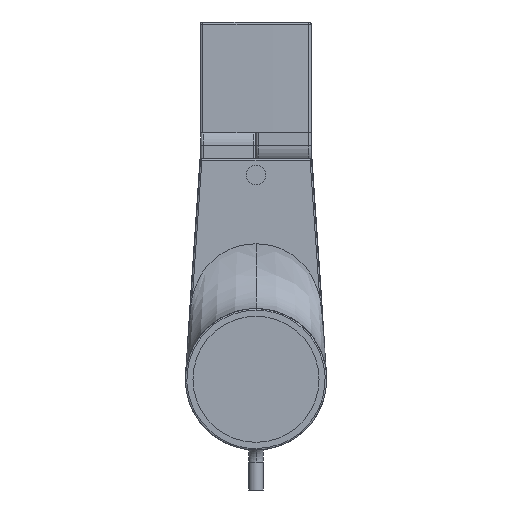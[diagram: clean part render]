
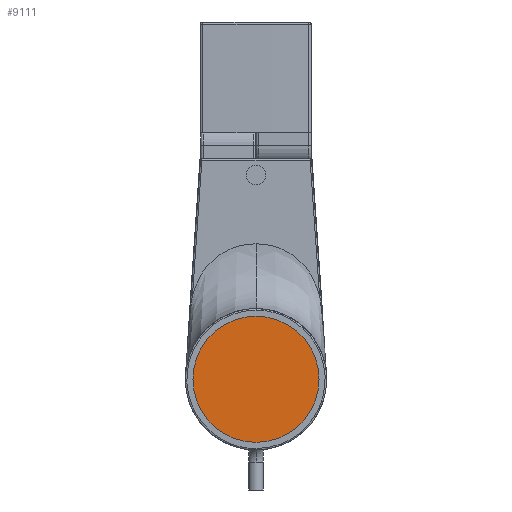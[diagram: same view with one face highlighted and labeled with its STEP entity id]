
A CAD part, front view. The second image highlights one B-rep face of the part: STEP entity #9111.
In plain terms, the highlighted planar face has unit normal (0, -1, -0.018).
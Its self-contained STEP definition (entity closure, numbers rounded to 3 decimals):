
#458 = AXIS2_PLACEMENT_3D ( 'NONE', #3420, #6700, #1611 ) ;
#493 = CIRCLE ( 'NONE', #1054, 21.653 ) ;
#784 = VERTEX_POINT ( 'NONE', #6706 ) ;
#1054 = AXIS2_PLACEMENT_3D ( 'NONE', #5929, #1361, #6674 ) ;
#1361 = DIRECTION ( 'NONE',  ( 0., -1., -0.017 ) ) ;
#1611 = DIRECTION ( 'NONE',  ( 0., 0.017, -1. ) ) ;
#1811 = EDGE_CURVE ( 'NONE', #3436, #784, #9576, .T. ) ;
#3420 = CARTESIAN_POINT ( 'NONE',  ( 0., 0., 0. ) ) ;
#3436 = VERTEX_POINT ( 'NONE', #3642 ) ;
#3642 = CARTESIAN_POINT ( 'NONE',  ( 0., -0.378, 21.65 ) ) ;
#3942 = EDGE_CURVE ( 'NONE', #784, #3436, #493, .T. ) ;
#4659 = DIRECTION ( 'NONE',  ( 0., -0.017, 1. ) ) ;
#5002 = EDGE_LOOP ( 'NONE', ( #6840, #7076 ) ) ;
#5929 = CARTESIAN_POINT ( 'NONE',  ( 0., 0., 0. ) ) ;
#6674 = DIRECTION ( 'NONE',  ( 0., 0.017, -1. ) ) ;
#6700 = DIRECTION ( 'NONE',  ( 0., -1., -0.017 ) ) ;
#6706 = CARTESIAN_POINT ( 'NONE',  ( 0., 0.378, -21.65 ) ) ;
#6840 = ORIENTED_EDGE ( 'NONE', *, *, #3942, .T. ) ;
#7076 = ORIENTED_EDGE ( 'NONE', *, *, #1811, .T. ) ;
#7375 = FACE_OUTER_BOUND ( 'NONE', #5002, .T. ) ;
#8386 = PLANE ( 'NONE',  #8781 ) ;
#8781 = AXIS2_PLACEMENT_3D ( 'NONE', #9078, #9118, #4659 ) ;
#9078 = CARTESIAN_POINT ( 'NONE',  ( 0., 0., 0. ) ) ;
#9111 = ADVANCED_FACE ( 'NONE', ( #7375 ), #8386, .F. ) ;
#9118 = DIRECTION ( 'NONE',  ( 0., 1., 0.017 ) ) ;
#9576 = CIRCLE ( 'NONE', #458, 21.653 ) ;
